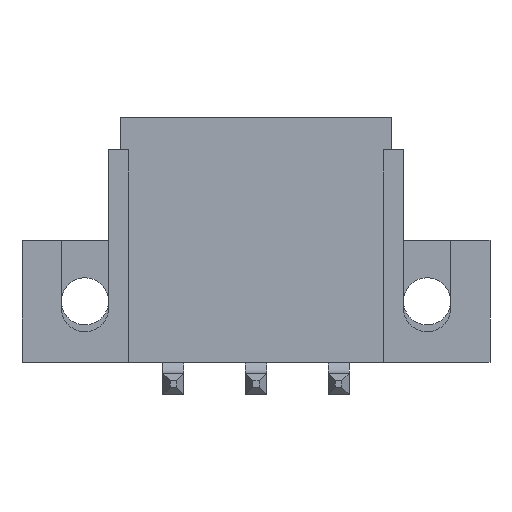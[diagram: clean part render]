
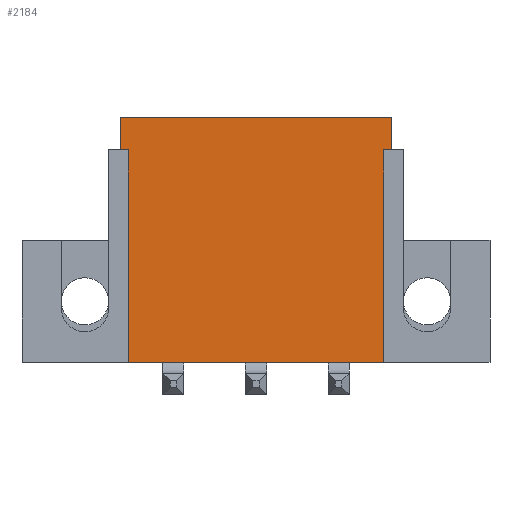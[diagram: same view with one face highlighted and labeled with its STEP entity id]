
A CAD part, front view. The second image highlights one B-rep face of the part: STEP entity #2184.
In plain terms, the highlighted planar face has unit normal (0, -1, 0).
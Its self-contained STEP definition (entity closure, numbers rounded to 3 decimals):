
#91=ORIENTED_EDGE('',*,*,#724,.F.);
#92=ORIENTED_EDGE('',*,*,#725,.T.);
#93=ORIENTED_EDGE('',*,*,#726,.T.);
#94=ORIENTED_EDGE('',*,*,#727,.F.);
#95=ORIENTED_EDGE('',*,*,#728,.T.);
#96=ORIENTED_EDGE('',*,*,#729,.F.);
#97=ORIENTED_EDGE('',*,*,#730,.T.);
#98=ORIENTED_EDGE('',*,*,#731,.F.);
#724=EDGE_CURVE('',#1040,#1041,#1241,.T.);
#725=EDGE_CURVE('',#1040,#1042,#1242,.T.);
#726=EDGE_CURVE('',#1042,#1043,#1243,.T.);
#727=EDGE_CURVE('',#1044,#1043,#1244,.T.);
#728=EDGE_CURVE('',#1044,#1045,#1245,.T.);
#729=EDGE_CURVE('',#1046,#1045,#1246,.T.);
#730=EDGE_CURVE('',#1046,#1047,#1247,.T.);
#731=EDGE_CURVE('',#1041,#1047,#1248,.T.);
#1040=VERTEX_POINT('',#3125);
#1041=VERTEX_POINT('',#3126);
#1042=VERTEX_POINT('',#3128);
#1043=VERTEX_POINT('',#3130);
#1044=VERTEX_POINT('',#3132);
#1045=VERTEX_POINT('',#3134);
#1046=VERTEX_POINT('',#3136);
#1047=VERTEX_POINT('',#3138);
#1241=LINE('',#3124,#1528);
#1242=LINE('',#3127,#1529);
#1243=LINE('',#3129,#1530);
#1244=LINE('',#3131,#1531);
#1245=LINE('',#3133,#1532);
#1246=LINE('',#3135,#1533);
#1247=LINE('',#3137,#1534);
#1248=LINE('',#3139,#1535);
#1528=VECTOR('',#2506,1000.);
#1529=VECTOR('',#2507,1000.);
#1530=VECTOR('',#2508,1000.);
#1531=VECTOR('',#2509,1000.);
#1532=VECTOR('',#2510,1000.);
#1533=VECTOR('',#2511,1000.);
#1534=VECTOR('',#2512,1000.);
#1535=VECTOR('',#2513,1000.);
#1798=EDGE_LOOP('',(#91,#92,#93,#94,#95,#96,#97,#98));
#1935=FACE_BOUND('',#1798,.T.);
#2071=PLANE('',#2317);
#2184=ADVANCED_FACE('',(#1935),#2071,.T.);
#2317=AXIS2_PLACEMENT_3D('',#3123,#2504,#2505);
#2504=DIRECTION('',(0.,-1.,0.));
#2505=DIRECTION('',(0.,0.,-1.));
#2506=DIRECTION('',(0.,0.,-1.));
#2507=DIRECTION('',(-1.,0.,0.));
#2508=DIRECTION('',(0.,0.,-1.));
#2509=DIRECTION('',(-1.,0.,0.));
#2510=DIRECTION('',(0.,0.,-1.));
#2511=DIRECTION('',(-1.,0.,0.));
#2512=DIRECTION('',(0.,0.,1.));
#2513=DIRECTION('',(-1.,0.,0.));
#3123=CARTESIAN_POINT('',(6.9,0.4,0.));
#3124=CARTESIAN_POINT('',(6.9,0.4,0.));
#3125=CARTESIAN_POINT('',(6.9,0.4,0.));
#3126=CARTESIAN_POINT('',(6.9,0.4,-1.65));
#3127=CARTESIAN_POINT('',(6.9,0.4,0.));
#3128=CARTESIAN_POINT('',(-6.9,0.4,0.));
#3129=CARTESIAN_POINT('',(-6.9,0.4,0.));
#3130=CARTESIAN_POINT('',(-6.9,0.4,-1.65));
#3131=CARTESIAN_POINT('',(-6.5,0.4,-1.65));
#3132=CARTESIAN_POINT('',(-6.5,0.4,-1.65));
#3133=CARTESIAN_POINT('',(-6.5,0.4,-1.65));
#3134=CARTESIAN_POINT('',(-6.5,0.4,-12.45));
#3135=CARTESIAN_POINT('',(6.5,0.4,-12.45));
#3136=CARTESIAN_POINT('',(6.5,0.4,-12.45));
#3137=CARTESIAN_POINT('',(6.5,0.4,-12.45));
#3138=CARTESIAN_POINT('',(6.5,0.4,-1.65));
#3139=CARTESIAN_POINT('',(6.9,0.4,-1.65));
